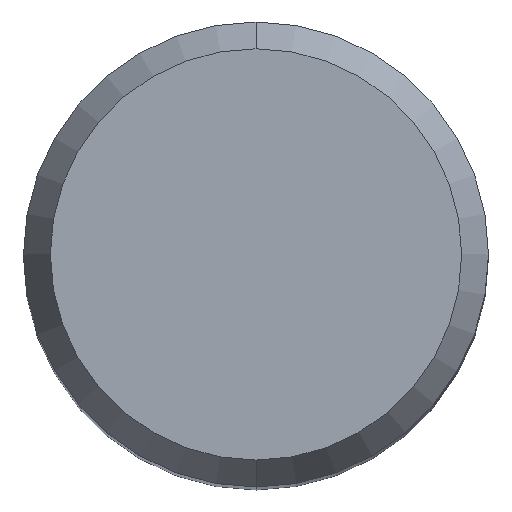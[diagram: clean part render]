
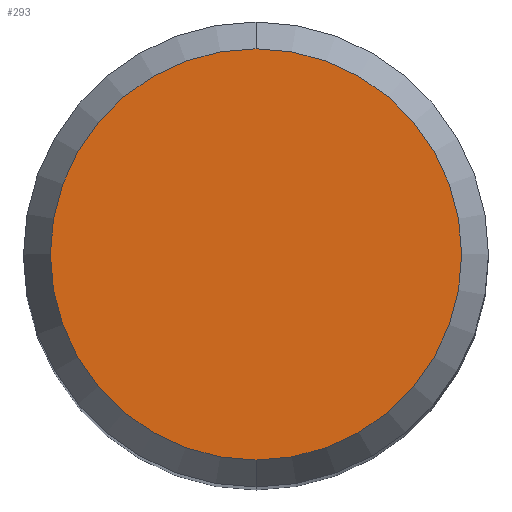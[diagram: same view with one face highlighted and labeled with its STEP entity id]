
A CAD part, top view. The second image highlights one B-rep face of the part: STEP entity #293.
In plain terms, the highlighted planar face has unit normal (0, 0, 1).
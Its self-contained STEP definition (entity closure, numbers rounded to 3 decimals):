
#293=ADVANCED_FACE('',(#599),#600,.T.);
#331=EDGE_CURVE('',#355,#339,#641,.T.);
#339=VERTEX_POINT('',#650);
#353=EDGE_CURVE('',#339,#355,#665,.T.);
#355=VERTEX_POINT('',#667);
#599=FACE_OUTER_BOUND('',#1112,.T.);
#600=PLANE('',#1113);
#641=CIRCLE('',#1189,4.423);
#650=CARTESIAN_POINT('',(0.,-4.423,0.0));
#665=CIRCLE('',#1223,4.423);
#667=CARTESIAN_POINT('',(0.0,4.423,0.0));
#1112=EDGE_LOOP('',(#1594,#1595));
#1113=AXIS2_PLACEMENT_3D('',#1596,#1597,#1598);
#1189=AXIS2_PLACEMENT_3D('',#1632,#1633,#1634);
#1223=AXIS2_PLACEMENT_3D('',#1659,#1660,#1661);
#1594=ORIENTED_EDGE('',*,*,#331,.F.);
#1595=ORIENTED_EDGE('',*,*,#353,.F.);
#1596=CARTESIAN_POINT('',(0.0,2.211,0.0));
#1597=DIRECTION('',(-0.0,0.0,1.0));
#1598=DIRECTION('',(0.0,-1.0,0.0));
#1632=CARTESIAN_POINT('',(0.0,0.0,0.0));
#1633=DIRECTION('',(0.0,0.0,-1.0));
#1634=DIRECTION('',(0.0,1.0,0.0));
#1659=CARTESIAN_POINT('',(0.0,0.0,0.0));
#1660=DIRECTION('',(0.0,0.0,-1.0));
#1661=DIRECTION('',(0.0,1.0,0.0));
